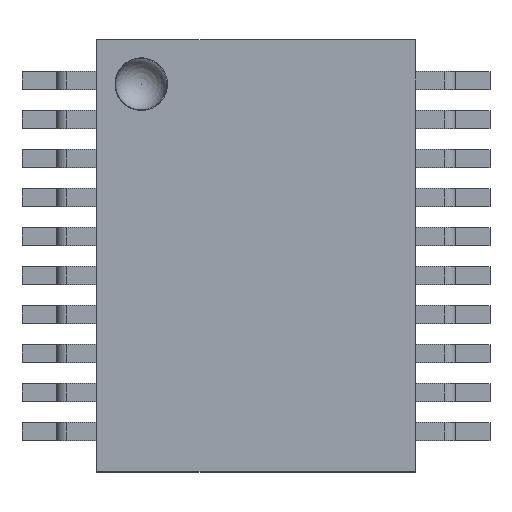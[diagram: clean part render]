
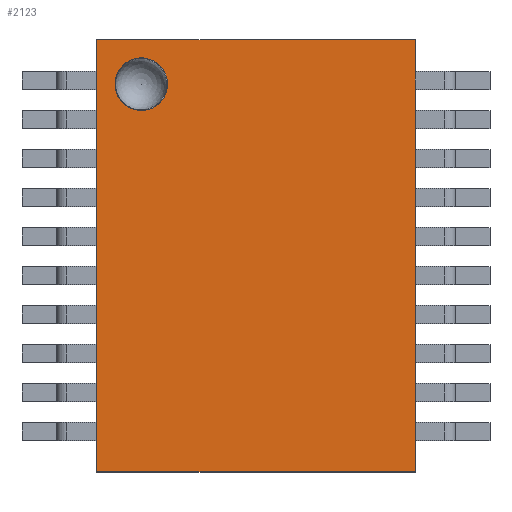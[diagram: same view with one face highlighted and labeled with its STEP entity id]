
A CAD part, top view. The second image highlights one B-rep face of the part: STEP entity #2123.
In plain terms, the highlighted planar face has unit normal (0, 0, 1).
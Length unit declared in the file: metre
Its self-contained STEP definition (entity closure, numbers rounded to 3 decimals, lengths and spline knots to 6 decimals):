
#2123 = ADVANCED_FACE( '', ( #4481, #4482 ), #4483, .T. );
#4481 = FACE_BOUND( '', #7706, .T. );
#4482 = FACE_OUTER_BOUND( '', #7707, .T. );
#4483 = PLANE( '', #7708 );
#7706 = EDGE_LOOP( '', ( #10709 ) );
#7707 = EDGE_LOOP( '', ( #10710, #10711, #10712, #10713 ) );
#7708 = AXIS2_PLACEMENT_3D( '', #10714, #10715, #10716 );
#10709 = ORIENTED_EDGE( '', *, *, #11725, .T. );
#10710 = ORIENTED_EDGE( '', *, *, #11860, .T. );
#10711 = ORIENTED_EDGE( '', *, *, #11892, .T. );
#10712 = ORIENTED_EDGE( '', *, *, #11893, .T. );
#10713 = ORIENTED_EDGE( '', *, *, #11780, .T. );
#10714 = CARTESIAN_POINT( '', ( -0.00265, -0.0036, 0.00185 ) );
#10715 = DIRECTION( '', ( 0., 0., 1. ) );
#10716 = DIRECTION( '', ( 1., 0., 0. ) );
#11725 = EDGE_CURVE( '', #11992, #11992, #11993, .T. );
#11780 = EDGE_CURVE( '', #12050, #12051, #12052, .T. );
#11860 = EDGE_CURVE( '', #12051, #12133, #12136, .T. );
#11892 = EDGE_CURVE( '', #12133, #12167, #12168, .T. );
#11893 = EDGE_CURVE( '', #12167, #12050, #12169, .T. );
#11992 = VERTEX_POINT( '', #12268 );
#11993 = B_SPLINE_CURVE_WITH_KNOTS( '', 3, ( #12269, #12270, #12271, #12272, #12273, #12274, #12275, #12276, #12277, #12278, #12279, #12280, #12281, #12282, #12283, #12284, #12285, #12286, #12287 ), .UNSPECIFIED., .T., .F., ( 2, 1, 1, 1, 1, 1, 1, 1, 1, 1, 1, 1, 1, 1, 1, 1, 1, 1, 1, 1, 2 ), ( -0.125, -0.0625, 0., 0.0625, 0.125, 0.1875, 0.25, 0.3125, 0.375, 0.4375, 0.5, 0.5625, 0.625, 0.6875, 0.75, 0.8125, 0.875, 0.9375, 1., 1.0625, 1.125 ), .UNSPECIFIED. );
#12050 = VERTEX_POINT( '', #12380 );
#12051 = VERTEX_POINT( '', #12381 );
#12052 = B_SPLINE_CURVE_WITH_KNOTS( '', 1, ( #12382, #12383 ), .UNSPECIFIED., .F., .F., ( 2, 2 ), ( 0., 1. ), .UNSPECIFIED. );
#12133 = VERTEX_POINT( '', #12467 );
#12136 = B_SPLINE_CURVE_WITH_KNOTS( '', 1, ( #12471, #12472 ), .UNSPECIFIED., .F., .F., ( 2, 2 ), ( 0., 1. ), .UNSPECIFIED. );
#12167 = VERTEX_POINT( '', #12504 );
#12168 = B_SPLINE_CURVE_WITH_KNOTS( '', 1, ( #12505, #12506 ), .UNSPECIFIED., .F., .F., ( 2, 2 ), ( 0., 1. ), .UNSPECIFIED. );
#12169 = B_SPLINE_CURVE_WITH_KNOTS( '', 1, ( #12507, #12508 ), .UNSPECIFIED., .F., .F., ( 2, 2 ), ( 0., 1. ), .UNSPECIFIED. );
#12268 = CARTESIAN_POINT( '', ( -0.001475, 0.002863, 0.00185 ) );
#12269 = CARTESIAN_POINT( '', ( -0.001498, 0.003034, 0.00185 ) );
#12270 = CARTESIAN_POINT( '', ( -0.001464, 0.002863, 0.00185 ) );
#12271 = CARTESIAN_POINT( '', ( -0.001498, 0.002691, 0.00185 ) );
#12272 = CARTESIAN_POINT( '', ( -0.001595, 0.002545, 0.00185 ) );
#12273 = CARTESIAN_POINT( '', ( -0.001741, 0.002448, 0.00185 ) );
#12274 = CARTESIAN_POINT( '', ( -0.001913, 0.002414, 0.00185 ) );
#12275 = CARTESIAN_POINT( '', ( -0.002084, 0.002448, 0.00185 ) );
#12276 = CARTESIAN_POINT( '', ( -0.00223, 0.002545, 0.00185 ) );
#12277 = CARTESIAN_POINT( '', ( -0.002327, 0.002691, 0.00185 ) );
#12278 = CARTESIAN_POINT( '', ( -0.002361, 0.002863, 0.00185 ) );
#12279 = CARTESIAN_POINT( '', ( -0.002327, 0.003034, 0.00185 ) );
#12280 = CARTESIAN_POINT( '', ( -0.00223, 0.00318, 0.00185 ) );
#12281 = CARTESIAN_POINT( '', ( -0.002084, 0.003277, 0.00185 ) );
#12282 = CARTESIAN_POINT( '', ( -0.001913, 0.003311, 0.00185 ) );
#12283 = CARTESIAN_POINT( '', ( -0.001741, 0.003277, 0.00185 ) );
#12284 = CARTESIAN_POINT( '', ( -0.001595, 0.00318, 0.00185 ) );
#12285 = CARTESIAN_POINT( '', ( -0.001498, 0.003034, 0.00185 ) );
#12286 = CARTESIAN_POINT( '', ( -0.001464, 0.002863, 0.00185 ) );
#12287 = CARTESIAN_POINT( '', ( -0.001498, 0.002691, 0.00185 ) );
#12380 = CARTESIAN_POINT( '', ( -0.00265, -0.0036, 0.00185 ) );
#12381 = CARTESIAN_POINT( '', ( 0.00265, -0.0036, 0.00185 ) );
#12382 = CARTESIAN_POINT( '', ( -0.00265, -0.0036, 0.00185 ) );
#12383 = CARTESIAN_POINT( '', ( 0.00265, -0.0036, 0.00185 ) );
#12467 = CARTESIAN_POINT( '', ( 0.00265, 0.0036, 0.00185 ) );
#12471 = CARTESIAN_POINT( '', ( 0.00265, -0.0036, 0.00185 ) );
#12472 = CARTESIAN_POINT( '', ( 0.00265, 0.0036, 0.00185 ) );
#12504 = CARTESIAN_POINT( '', ( -0.00265, 0.0036, 0.00185 ) );
#12505 = CARTESIAN_POINT( '', ( 0.00265, 0.0036, 0.00185 ) );
#12506 = CARTESIAN_POINT( '', ( -0.00265, 0.0036, 0.00185 ) );
#12507 = CARTESIAN_POINT( '', ( -0.00265, 0.0036, 0.00185 ) );
#12508 = CARTESIAN_POINT( '', ( -0.00265, -0.0036, 0.00185 ) );
